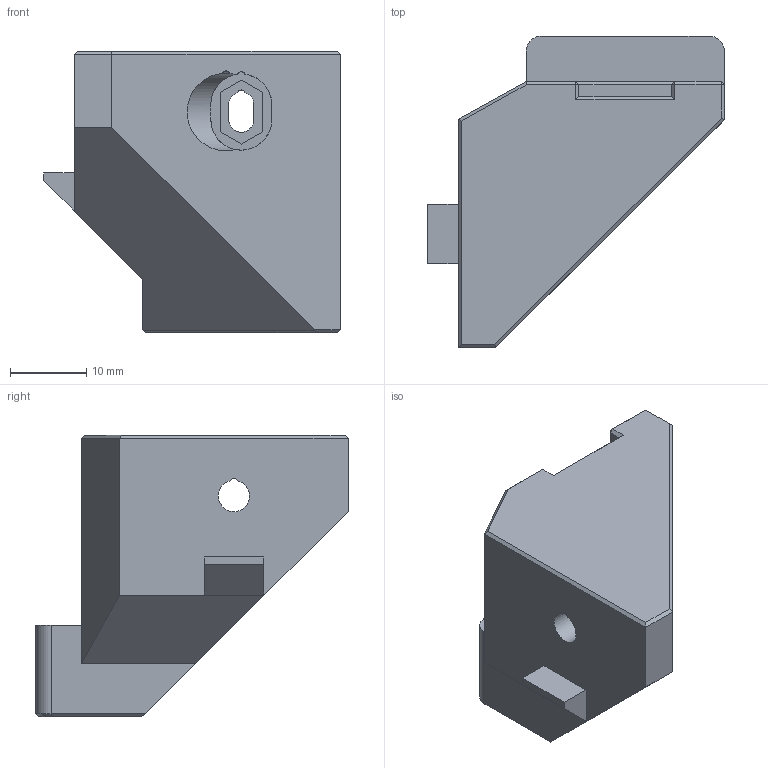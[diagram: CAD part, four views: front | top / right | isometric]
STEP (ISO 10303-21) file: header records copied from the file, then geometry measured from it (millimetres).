
FILE_DESCRIPTION(('FreeCAD Model'),'2;1');
FILE_NAME('tail-rev2.step','2020-04-24T00:33:17',('Author'),(''), 'Open CASCADE STEP processor 7.3','FreeCAD','Unknown');
FILE_SCHEMA(('AUTOMOTIVE_DESIGN { 1 0 10303 214 1 1 1 1 }'));
Length unit declared in the file: millimetre
Products named in the file (1): tail-rev2-exp
Bounding box: 38.95 x 41 x 37 mm (x, y, z)
Volume: 20657.3 mm3; surface area: 6644.3 mm2
Topology: 1 solids, 1 shells, 89 faces, 229 edges, 149 vertices
Faces by surface type: plane 69, cylinder 18, cone 2
Full cylindrical faces by diameter (mm): 3.3 x4
Entity records: 6776 total; most frequent: CARTESIAN_POINT 1631, DIRECTION 814, LINE 514, VECTOR 514, ORIENTED_EDGE 458, PCURVE 458, DEFINITIONAL_REPRESENTATION 458, EDGE_CURVE 229
